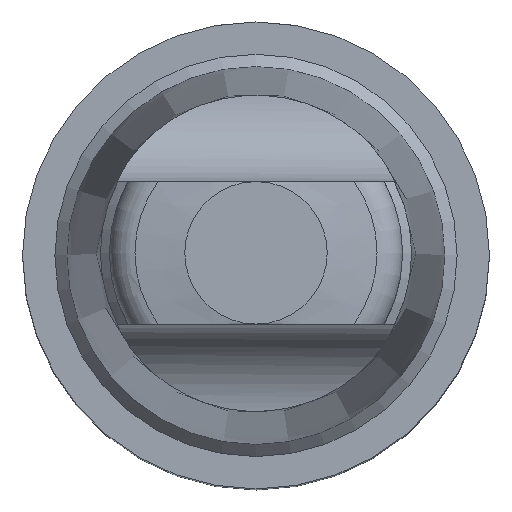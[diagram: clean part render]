
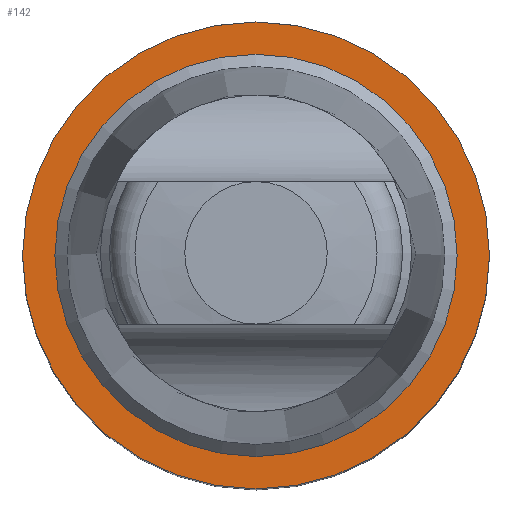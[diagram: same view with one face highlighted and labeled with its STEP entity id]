
A CAD part, top view. The second image highlights one B-rep face of the part: STEP entity #142.
In plain terms, the highlighted planar face has unit normal (0, 0, 1).
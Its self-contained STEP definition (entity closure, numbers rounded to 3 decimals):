
#109=EDGE_CURVE('240[2]',#293,#293,#294,.T.);
#132=EDGE_CURVE('240[2]',#327,#327,#328,.T.);
#142=ADVANCED_FACE('240[2]',(#341,#342),#343,.T.);
#293=VERTEX_POINT('',#552);
#294=CIRCLE('',#553,16.802);
#327=VERTEX_POINT('',#597);
#328=CIRCLE('',#598,19.5);
#341=FACE_OUTER_BOUND('',#617,.T.);
#342=FACE_BOUND('',#618,.T.);
#343=PLANE('',#619);
#552=CARTESIAN_POINT('',(-16.802,0.,-6.5));
#553=AXIS2_PLACEMENT_3D('',#1176,#1177,#1178);
#597=CARTESIAN_POINT('',(0.,19.5,-6.5));
#598=AXIS2_PLACEMENT_3D('',#1221,#1222,#1223);
#617=EDGE_LOOP('',(#1242));
#618=EDGE_LOOP('',(#1243));
#619=AXIS2_PLACEMENT_3D('',#1244,#1245,#1246);
#1176=CARTESIAN_POINT('',(0.,0.,-6.5));
#1177=DIRECTION('',(0.,0.,1.0));
#1178=DIRECTION('',(1.0,0.,0.));
#1221=CARTESIAN_POINT('',(0.,0.,-6.5));
#1222=DIRECTION('',(0.,0.,-1.0));
#1223=DIRECTION('',(0.,1.0,0.));
#1242=ORIENTED_EDGE('',*,*,#132,.F.);
#1243=ORIENTED_EDGE('',*,*,#109,.F.);
#1244=CARTESIAN_POINT('',(0.,9.75,-6.5));
#1245=DIRECTION('',(0.,0.,1.0));
#1246=DIRECTION('',(0.,-1.0,0.));
